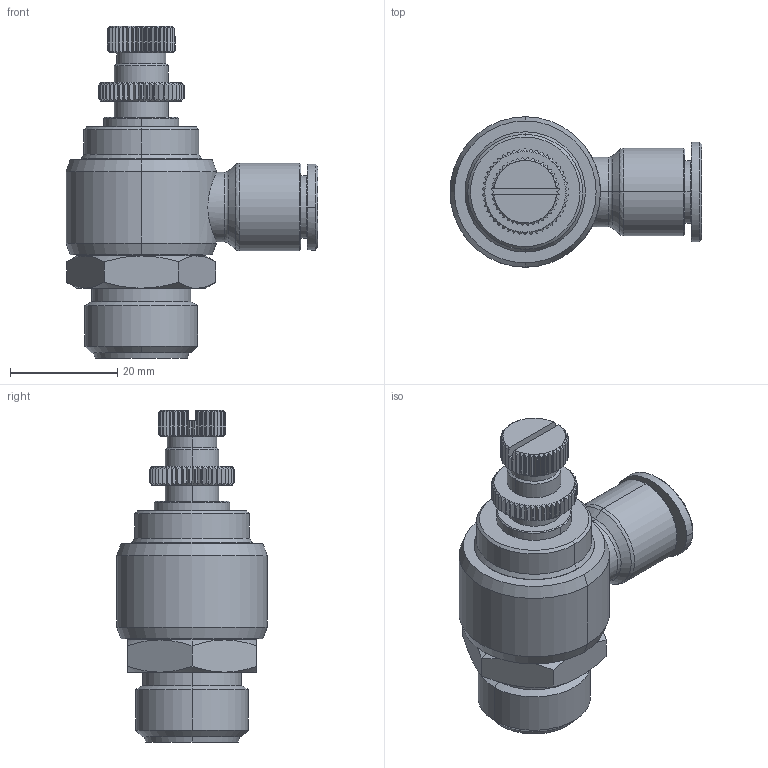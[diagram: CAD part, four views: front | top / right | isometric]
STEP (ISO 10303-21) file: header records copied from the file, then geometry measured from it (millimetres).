
FILE_DESCRIPTION (( 'STEP AP214' ), '1' );
FILE_NAME ('NSE10-G04_OUT.STEP', '2015-10-28T12:46:46', ( '' ), ( '' ), 'SwSTEP 2.0', 'SolidWorks 2015', '' );
FILE_SCHEMA (( 'AUTOMOTIVE_DESIGN' ));
Length unit declared in the file: millimetre
Products named in the file (2): ｦ+ﾃｦ1_1; NSE10-G04_OUT
Assembly tree (1 placements, depth 2):
  NSE10-G04_OUT
    ｦ+ﾃｦ1_1
Bounding box: 46.9 x 28 x 61.8 mm (x, y, z)
Volume: 24206 mm3; surface area: 8184.7 mm2
Topology: 1 solids, 1 shells, 896 faces, 2369 edges, 1501 vertices
Faces by surface type: plane 575, cylinder 167, cone 139, bspline 13, torus 2
Entity records: 30250 total; most frequent: CARTESIAN_POINT 8256, ORIENTED_EDGE 4738, DIRECTION 4044, EDGE_CURVE 2369, VERTEX_POINT 1501, VECTOR 1496, LINE 1496, AXIS2_PLACEMENT_3D 1274
